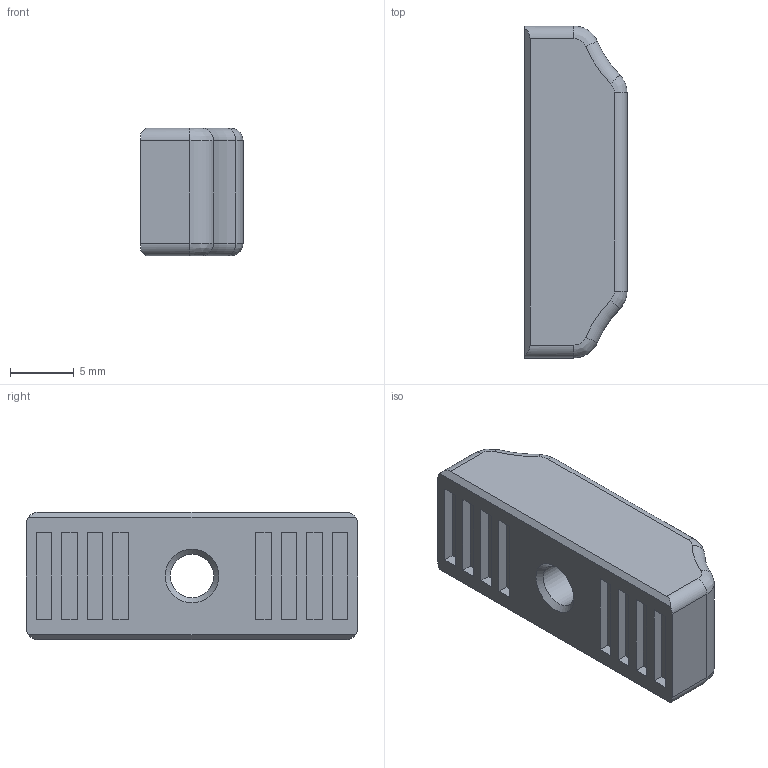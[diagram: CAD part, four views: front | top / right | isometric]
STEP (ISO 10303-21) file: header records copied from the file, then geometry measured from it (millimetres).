
FILE_DESCRIPTION(/* description */ (''),/* implementation_level */ '2;1');
FILE_NAME(/* name */ 'Floor Belt Clamp.stp',/* time_stamp */ '2024-08-29T17:52:41-06:00',/* author */ ('PC'),/* organization */ (''),/* preprocessor_version */ 'ST-DEVELOPER v20',/* originating_system */ 'Autodesk Inventor 2025',/* authorisation */ '');
FILE_SCHEMA (('AUTOMOTIVE_DESIGN { 1 0 10303 214 3 1 1 }'));
Length unit declared in the file: millimetre
Products named in the file (1): Y Belt Clamp
Bounding box: 8 x 26 x 10 mm (x, y, z)
Volume: 1721.6 mm3; surface area: 1164.9 mm2
Topology: 1 solids, 1 shells, 76 faces, 178 edges, 113 vertices
Faces by surface type: plane 49, cylinder 14, bspline 8, torus 4, cone 1
Full cylindrical faces by diameter (mm): 3.4 x1, 6 x1
Entity records: 2247 total; most frequent: CARTESIAN_POINT 432, DIRECTION 369, ORIENTED_EDGE 356, EDGE_CURVE 178, LINE 125, VECTOR 125, AXIS2_PLACEMENT_3D 122, VERTEX_POINT 113
